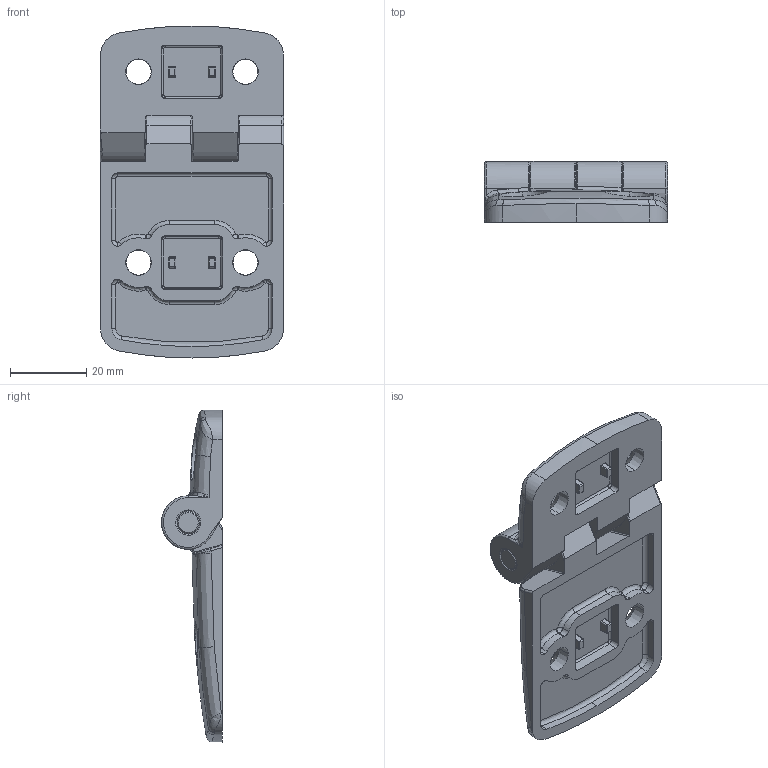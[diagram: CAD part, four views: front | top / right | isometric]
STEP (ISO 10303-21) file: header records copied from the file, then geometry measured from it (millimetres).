
FILE_DESCRIPTION (( 'STEP AP214' ), '1' );
FILE_NAME ('6228727', '2019-01-28T17:07:02', ( '' ), ('JUGARD+KÜNSTNER GmbH'), 'SwSTEP 2.0', 'SolidWorks 2017', '' );
FILE_SCHEMA (( 'AUTOMOTIVE_DESIGN' ));
Length unit declared in the file: millimetre
Products named in the file (4): Part1; Part3; Part2; 6228727
Assembly tree (3 placements, depth 2):
  6228727
    Part2
    Part3
    Part1
Bounding box: 48 x 15.95 x 87 mm (x, y, z)
Volume: 24055.3 mm3; surface area: 14513.5 mm2
Topology: 3 solids, 3 shells, 549 faces, 1380 edges, 828 vertices
Faces by surface type: plane 216, cylinder 168, bspline 136, cone 29
Entity records: 26866 total; most frequent: CARTESIAN_POINT 8551, ORIENTED_EDGE 2734, DIRECTION 2345, EDGE_CURVE 1367, AXIS2_PLACEMENT_3D 889, VERTEX_POINT 828, EDGE_LOOP 569, LINE 567
